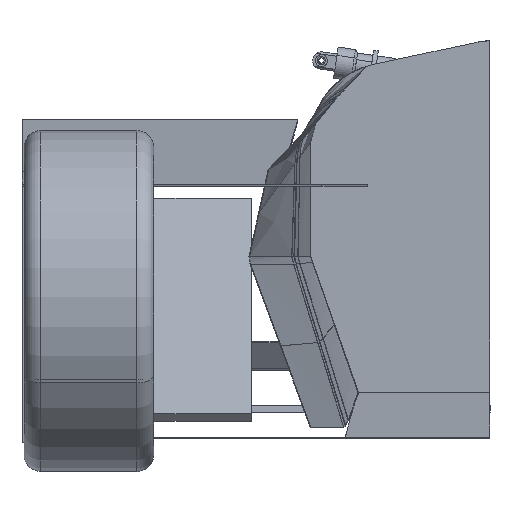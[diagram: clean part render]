
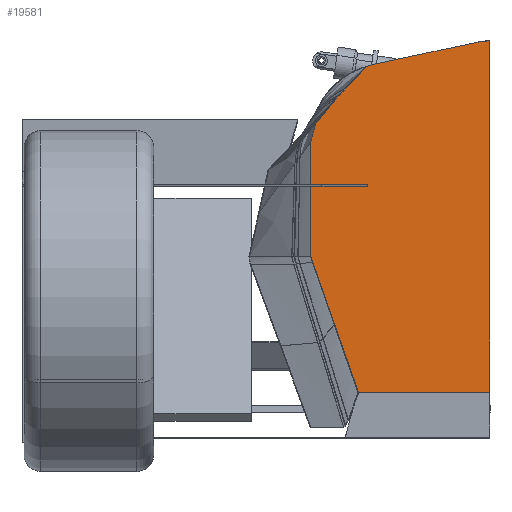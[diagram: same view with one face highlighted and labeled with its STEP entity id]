
A CAD part, left-side view. The second image highlights one B-rep face of the part: STEP entity #19581.
In plain terms, the highlighted planar face has unit normal (-1, 0, 0).
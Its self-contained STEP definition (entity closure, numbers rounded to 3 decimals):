
#18669=CARTESIAN_POINT('Vertex',(0.,0.,-517.3)) ;
#18672=CARTESIAN_POINT('Line Origine',(0.,96.747,-517.3)) ;
#18676=CARTESIAN_POINT('Vertex',(0.,193.495,-517.3)) ;
#18776=CARTESIAN_POINT('Line Origine',(0.,195.501,-511.589)) ;
#18780=CARTESIAN_POINT('Vertex',(0.,197.508,-505.879)) ;
#19267=CARTESIAN_POINT('Vertex',(0.,266.849,-308.523)) ;
#19272=CARTESIAN_POINT('Axis2P3D Location',(0.,230.292,-295.678)) ;
#19276=CARTESIAN_POINT('Vertex',(0.,269.04,-295.678)) ;
#19348=CARTESIAN_POINT('Line Origine',(0.,232.179,-407.201)) ;
#19521=CARTESIAN_POINT('Axis2P3D Location',(0.,0.,0.)) ;
#19527=CARTESIAN_POINT('Control Point',(0.,3.163,20.464)) ;
#19528=CARTESIAN_POINT('Control Point',(0.,2.527,20.546)) ;
#19529=CARTESIAN_POINT('Control Point',(0.,1.892,20.617)) ;
#19530=CARTESIAN_POINT('Control Point',(0.,1.259,20.676)) ;
#19531=CARTESIAN_POINT('Control Point',(0.,0.628,20.724)) ;
#19532=CARTESIAN_POINT('Control Point',(0.,0.,20.762)) ;
#19533=CARTESIAN_POINT('Vertex',(0.,3.163,20.464)) ;
#19535=CARTESIAN_POINT('Vertex',(0.,0.,20.762)) ;
#19538=CARTESIAN_POINT('Axis2P3D Location',(0.,-31.688,-249.282)) ;
#19542=CARTESIAN_POINT('Vertex',(0.,25.162,16.699)) ;
#19545=CARTESIAN_POINT('Line Origine',(0.,100.291,0.641)) ;
#19549=CARTESIAN_POINT('Vertex',(0.,175.42,-15.417)) ;
#19552=CARTESIAN_POINT('Axis2P3D Location',(0.,150.648,-131.319)) ;
#19556=CARTESIAN_POINT('Vertex',(0.,269.04,-125.823)) ;
#19559=CARTESIAN_POINT('Line Origine',(0.,269.04,-210.751)) ;
#19564=CARTESIAN_POINT('Line Origine',(0.,0.,-248.269)) ;
#18673=DIRECTION('Vector Direction',(0.,-1.,0.)) ;
#18777=DIRECTION('Vector Direction',(0.,-0.331,-0.943)) ;
#19273=DIRECTION('Axis2P3D Direction',(1.,0.,0.)) ;
#19349=DIRECTION('Vector Direction',(0.,-0.331,-0.943)) ;
#19522=DIRECTION('Axis2P3D Direction',(1.,0.,0.)) ;
#19523=DIRECTION('Axis2P3D XDirection',(0.,1.,0.)) ;
#19539=DIRECTION('Axis2P3D Direction',(1.,0.,0.)) ;
#19546=DIRECTION('Vector Direction',(0.,0.978,-0.209)) ;
#19553=DIRECTION('Axis2P3D Direction',(1.,0.,0.)) ;
#19560=DIRECTION('Vector Direction',(0.,0.,-1.)) ;
#19565=DIRECTION('Vector Direction',(0.,0.,1.)) ;
#19274=AXIS2_PLACEMENT_3D('Circle Axis2P3D',#19272,#19273,$) ;
#19524=AXIS2_PLACEMENT_3D('Plane Axis2P3D',#19521,#19522,#19523) ;
#19540=AXIS2_PLACEMENT_3D('Circle Axis2P3D',#19538,#19539,$) ;
#19554=AXIS2_PLACEMENT_3D('Circle Axis2P3D',#19552,#19553,$) ;
#19570=ORIENTED_EDGE('',*,*,#19537,.F.) ;
#19571=ORIENTED_EDGE('',*,*,#19544,.F.) ;
#19572=ORIENTED_EDGE('',*,*,#19551,.F.) ;
#19573=ORIENTED_EDGE('',*,*,#19558,.F.) ;
#19574=ORIENTED_EDGE('',*,*,#19563,.F.) ;
#19575=ORIENTED_EDGE('',*,*,#19278,.F.) ;
#19576=ORIENTED_EDGE('',*,*,#19352,.F.) ;
#19577=ORIENTED_EDGE('',*,*,#18782,.F.) ;
#19578=ORIENTED_EDGE('',*,*,#18678,.F.) ;
#19579=ORIENTED_EDGE('',*,*,#19568,.F.) ;
#18674=VECTOR('Line Direction',#18673,1.) ;
#18778=VECTOR('Line Direction',#18777,1.) ;
#19350=VECTOR('Line Direction',#19349,1.) ;
#19547=VECTOR('Line Direction',#19546,1.) ;
#19561=VECTOR('Line Direction',#19560,1.) ;
#19566=VECTOR('Line Direction',#19565,1.) ;
#19581=ADVANCED_FACE('',(#19580),#19525,.F.) ;
#19526=B_SPLINE_CURVE_WITH_KNOTS('',5,(#19527,#19528,#19529,#19530,#19531,#19532),.UNSPECIFIED.,.F.,.U.,(6,6),(0.,11.106),.UNSPECIFIED.) ;
#19275=CIRCLE('generated circle',#19274,38.748) ;
#19541=CIRCLE('generated circle',#19540,271.988) ;
#19555=CIRCLE('generated circle',#19554,118.52) ;
#18678=EDGE_CURVE('',#18670,#18677,#18675,.F.) ;
#18782=EDGE_CURVE('',#18677,#18781,#18779,.F.) ;
#19278=EDGE_CURVE('',#19268,#19277,#19275,.T.) ;
#19352=EDGE_CURVE('',#18781,#19268,#19351,.F.) ;
#19537=EDGE_CURVE('',#19534,#19536,#19526,.T.) ;
#19544=EDGE_CURVE('',#19543,#19534,#19541,.T.) ;
#19551=EDGE_CURVE('',#19550,#19543,#19548,.F.) ;
#19558=EDGE_CURVE('',#19557,#19550,#19555,.T.) ;
#19563=EDGE_CURVE('',#19277,#19557,#19562,.F.) ;
#19568=EDGE_CURVE('',#19536,#18670,#19567,.F.) ;
#19569=EDGE_LOOP('',(#19570,#19571,#19572,#19573,#19574,#19575,#19576,#19577,#19578,#19579)) ;
#19580=FACE_OUTER_BOUND('',#19569,.T.) ;
#18675=LINE('Line',#18672,#18674) ;
#18779=LINE('Line',#18776,#18778) ;
#19351=LINE('Line',#19348,#19350) ;
#19548=LINE('Line',#19545,#19547) ;
#19562=LINE('Line',#19559,#19561) ;
#19567=LINE('Line',#19564,#19566) ;
#19525=PLANE('Plane',#19524) ;
#18670=VERTEX_POINT('',#18669) ;
#18677=VERTEX_POINT('',#18676) ;
#18781=VERTEX_POINT('',#18780) ;
#19268=VERTEX_POINT('',#19267) ;
#19277=VERTEX_POINT('',#19276) ;
#19534=VERTEX_POINT('',#19533) ;
#19536=VERTEX_POINT('',#19535) ;
#19543=VERTEX_POINT('',#19542) ;
#19550=VERTEX_POINT('',#19549) ;
#19557=VERTEX_POINT('',#19556) ;
